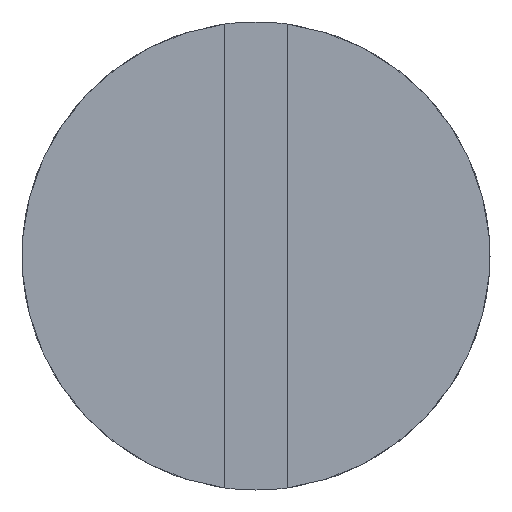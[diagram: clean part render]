
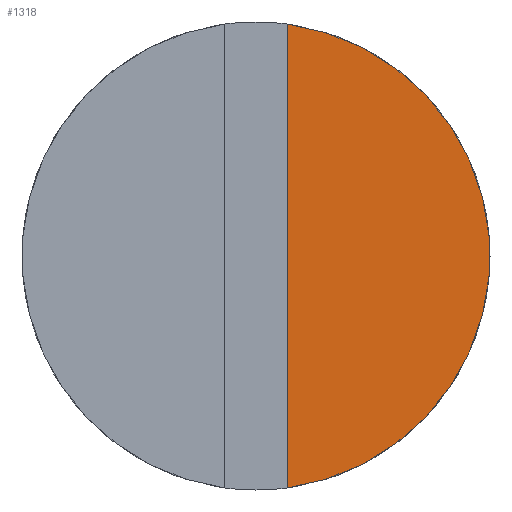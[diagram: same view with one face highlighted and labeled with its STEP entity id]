
A CAD part, left-side view. The second image highlights one B-rep face of the part: STEP entity #1318.
In plain terms, the highlighted planar face has unit normal (-1, 0, 0).
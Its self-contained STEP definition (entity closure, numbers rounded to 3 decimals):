
#47 = AXIS2_PLACEMENT_3D ( 'NONE', #3076, #691, #1533 ) ;
#56 = EDGE_LOOP ( 'NONE', ( #1879, #3391 ) ) ;
#80 = VERTEX_POINT ( 'NONE', #3287 ) ;
#257 = DIRECTION ( 'NONE',  ( 0., 0., -1. ) ) ;
#319 = PLANE ( 'NONE',  #47 ) ;
#429 = AXIS2_PLACEMENT_3D ( 'NONE', #639, #1848, #1863 ) ;
#639 = CARTESIAN_POINT ( 'NONE',  ( 0., 0., 0. ) ) ;
#691 = DIRECTION ( 'NONE',  ( 1., 0., 0. ) ) ;
#914 = FACE_OUTER_BOUND ( 'NONE', #56, .T. ) ;
#1318 = ADVANCED_FACE ( 'NONE', ( #914 ), #319, .F. ) ;
#1355 = VERTEX_POINT ( 'NONE', #2422 ) ;
#1516 = CIRCLE ( 'NONE', #429, 3. ) ;
#1533 = DIRECTION ( 'NONE',  ( 0., 0., -1. ) ) ;
#1848 = DIRECTION ( 'NONE',  ( -1., 0., 0. ) ) ;
#1863 = DIRECTION ( 'NONE',  ( 0., 0., 1. ) ) ;
#1879 = ORIENTED_EDGE ( 'NONE', *, *, #2922, .T. ) ;
#2122 = VECTOR ( 'NONE', #257, 1000. ) ;
#2422 = CARTESIAN_POINT ( 'NONE',  ( 0., -0.4, 2.973 ) ) ;
#2661 = CARTESIAN_POINT ( 'NONE',  ( 0., -0.4, -3. ) ) ;
#2731 = EDGE_CURVE ( 'NONE', #80, #1355, #1516, .T. ) ;
#2922 = EDGE_CURVE ( 'NONE', #1355, #80, #2960, .T. ) ;
#2960 = LINE ( 'NONE', #2661, #2122 ) ;
#3076 = CARTESIAN_POINT ( 'NONE',  ( 0., 3., 0. ) ) ;
#3287 = CARTESIAN_POINT ( 'NONE',  ( 0., -0.4, -2.973 ) ) ;
#3391 = ORIENTED_EDGE ( 'NONE', *, *, #2731, .T. ) ;
